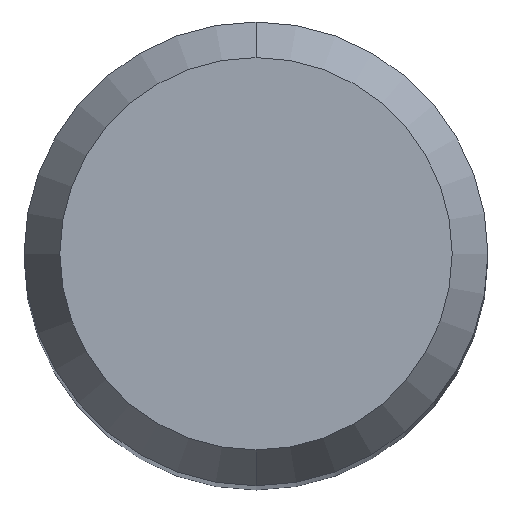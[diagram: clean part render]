
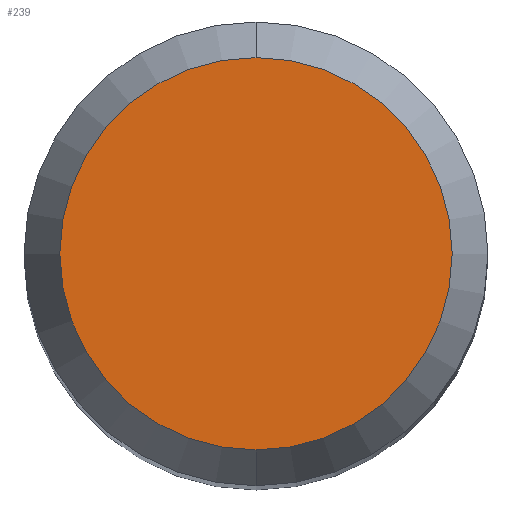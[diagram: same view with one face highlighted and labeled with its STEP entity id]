
A CAD part, top view. The second image highlights one B-rep face of the part: STEP entity #239.
In plain terms, the highlighted planar face has unit normal (0, 0, 1).
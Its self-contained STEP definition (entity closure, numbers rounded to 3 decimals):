
#169=VERTEX_POINT('',#460);
#225=EDGE_CURVE('',#169,#433,#522,.T.);
#239=ADVANCED_FACE('',(#537),#538,.T.);
#301=EDGE_CURVE('',#433,#169,#603,.T.);
#433=VERTEX_POINT('',#751);
#460=CARTESIAN_POINT('',(0.0,2.538,0.0));
#522=CIRCLE('',#872,2.538);
#537=FACE_OUTER_BOUND('',#907,.T.);
#538=PLANE('',#908);
#603=CIRCLE('',#1083,2.538);
#751=CARTESIAN_POINT('',(0.,-2.538,0.0));
#872=AXIS2_PLACEMENT_3D('',#1439,#1440,#1441);
#907=EDGE_LOOP('',(#1451,#1452));
#908=AXIS2_PLACEMENT_3D('',#1453,#1454,#1455);
#1083=AXIS2_PLACEMENT_3D('',#1516,#1517,#1518);
#1439=CARTESIAN_POINT('',(0.0,0.0,0.0));
#1440=DIRECTION('',(0.0,0.0,-1.0));
#1441=DIRECTION('',(0.0,1.0,0.0));
#1451=ORIENTED_EDGE('',*,*,#225,.F.);
#1452=ORIENTED_EDGE('',*,*,#301,.F.);
#1453=CARTESIAN_POINT('',(0.0,1.269,0.0));
#1454=DIRECTION('',(-0.0,0.0,1.0));
#1455=DIRECTION('',(0.0,-1.0,0.0));
#1516=CARTESIAN_POINT('',(0.0,0.0,0.0));
#1517=DIRECTION('',(0.0,0.0,-1.0));
#1518=DIRECTION('',(0.0,1.0,0.0));
